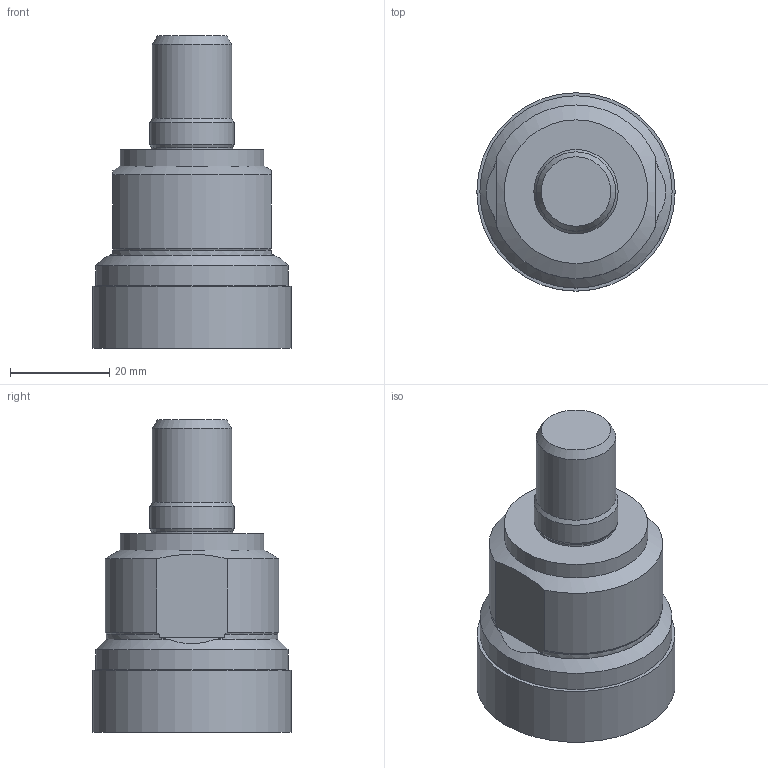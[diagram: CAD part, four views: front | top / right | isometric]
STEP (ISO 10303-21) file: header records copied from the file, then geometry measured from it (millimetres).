
FILE_DESCRIPTION((''),'1');
FILE_NAME('M16-FCM40112-40.stp','2024-05-16T02:51:05',(''),(''),'Spatial Interop R21 SP3','Kubotek KeyCreator 2011 V10.0.2 (22737)',' ');
FILE_SCHEMA(('automotive_design'));
Length unit declared in the file: millimetre
Products named in the file (2): 240[2]; 241[3]
Bounding box: 40 x 40 x 63 mm (x, y, z)
Volume: 59870.8 mm3; surface area: 11801.1 mm2
Topology: 2 solids, 2 shells, 32 faces, 66 edges, 41 vertices
Faces by surface type: plane 11, cone 11, cylinder 10
Full cylindrical faces by diameter (mm): 16 x1, 16.4 x1, 17 x1, 29 x1, 38.8 x1, 40 x1
Entity records: 1436 total; most frequent: DIRECTION 144, CARTESIAN_POINT 134, PRESENTATION_STYLE_ASSIGNMENT 117, COLOUR_RGB 117, ORIENTED_EDGE 98, STYLED_ITEM 83, CURVE_STYLE 83, DRAUGHTING_PRE_DEFINED_CURVE_FONT 83
